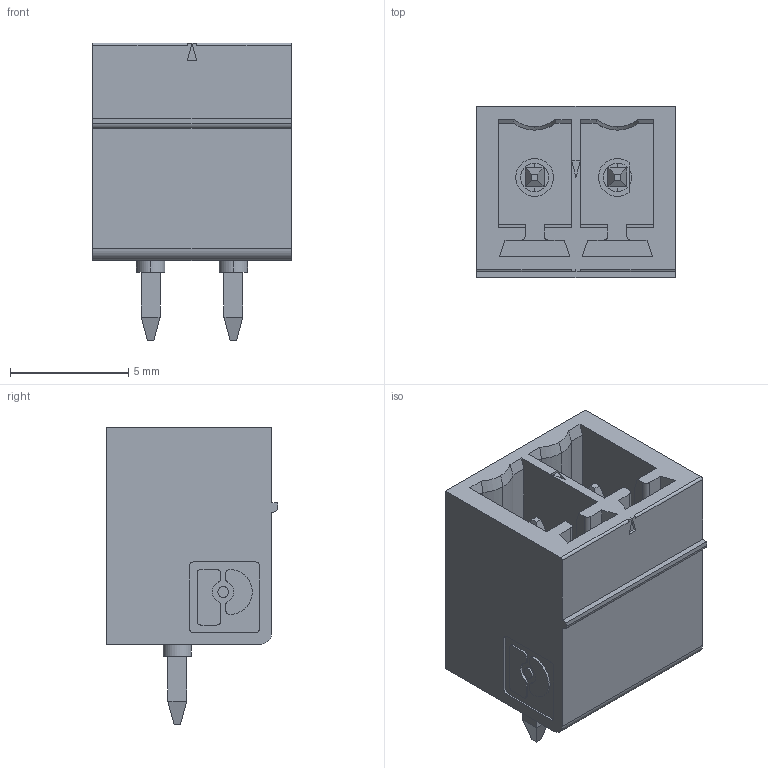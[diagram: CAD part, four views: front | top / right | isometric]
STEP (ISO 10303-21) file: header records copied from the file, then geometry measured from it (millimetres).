
FILE_DESCRIPTION(('FreeCAD Model'),'2;1');
FILE_NAME('mcv1.5-2-g_3.5.step', '2017-08-03T10:09:34',('kicad StepUp'),('ksu MCAD'), 'Open CASCADE STEP processor 7.1','FreeCAD','Unknown');
FILE_SCHEMA(('AUTOMOTIVE_DESIGN_CC2 { 1 2 10303 214 -1 1 5 4 }'));
Length unit declared in the file: millimetre
Products named in the file (1): mcv1.5-2-g_3.5
Bounding box: 8.4 x 7.25 x 12.6 mm (x, y, z)
Volume: 345 mm3; surface area: 760.6 mm2
Topology: 1 solids, 1 shells, 174 faces, 445 edges, 286 vertices
Faces by surface type: plane 127, cylinder 43, cone 4
Entity records: 6484 total; most frequent: CARTESIAN_POINT 954, ORIENTED_EDGE 890, DIRECTION 887, EDGE_CURVE 445, LINE 345, VECTOR 345, VERTEX_POINT 286, AXIS2_PLACEMENT_3D 271
